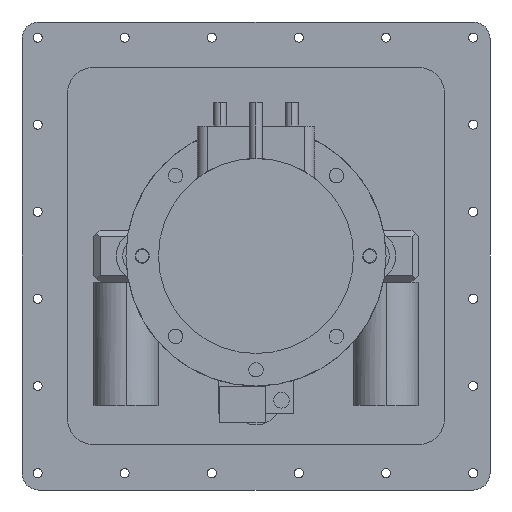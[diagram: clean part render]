
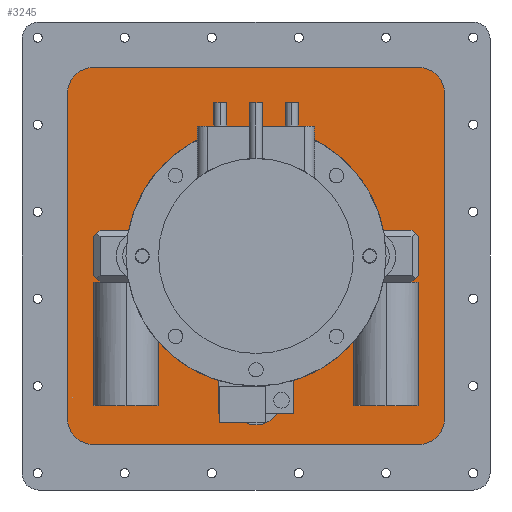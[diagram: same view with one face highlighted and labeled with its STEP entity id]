
A CAD part, left-side view. The second image highlights one B-rep face of the part: STEP entity #3245.
In plain terms, the highlighted planar face has unit normal (-1, 0, 0).
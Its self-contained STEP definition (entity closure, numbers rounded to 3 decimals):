
#2927=CARTESIAN_POINT('Axis2P3D Location',(163.5,-125.,-125.)) ;
#2931=CARTESIAN_POINT('Vertex',(163.5,-145.,-125.)) ;
#2933=CARTESIAN_POINT('Vertex',(163.5,-125.,-145.)) ;
#2958=CARTESIAN_POINT('Line Origine',(163.5,0.,-145.)) ;
#2962=CARTESIAN_POINT('Vertex',(163.5,125.,-145.)) ;
#2982=CARTESIAN_POINT('Axis2P3D Location',(163.5,125.,-125.)) ;
#2986=CARTESIAN_POINT('Vertex',(163.5,145.,-125.)) ;
#3006=CARTESIAN_POINT('Line Origine',(163.5,145.,0.)) ;
#3010=CARTESIAN_POINT('Vertex',(163.5,145.,125.)) ;
#3030=CARTESIAN_POINT('Axis2P3D Location',(163.5,125.,125.)) ;
#3034=CARTESIAN_POINT('Vertex',(163.5,125.,145.)) ;
#3058=CARTESIAN_POINT('Vertex',(163.5,-125.,145.)) ;
#3061=CARTESIAN_POINT('Line Origine',(163.5,0.,145.)) ;
#3078=CARTESIAN_POINT('Axis2P3D Location',(163.5,-125.,125.)) ;
#3082=CARTESIAN_POINT('Vertex',(163.5,-145.,125.)) ;
#3102=CARTESIAN_POINT('Line Origine',(163.5,-145.,0.)) ;
#3114=CARTESIAN_POINT('Axis2P3D Location',(163.5,0.,0.)) ;
#3129=CARTESIAN_POINT('Line Origine',(163.5,-122.5,17.5)) ;
#3133=CARTESIAN_POINT('Vertex',(163.5,-125.,15.)) ;
#3135=CARTESIAN_POINT('Vertex',(163.5,-120.,20.)) ;
#3138=CARTESIAN_POINT('Line Origine',(163.5,-125.,0.)) ;
#3142=CARTESIAN_POINT('Vertex',(163.5,-125.,-15.)) ;
#3145=CARTESIAN_POINT('Line Origine',(163.5,-122.5,-17.5)) ;
#3149=CARTESIAN_POINT('Vertex',(163.5,-120.,-20.)) ;
#3152=CARTESIAN_POINT('Line Origine',(163.5,-96.142,-20.)) ;
#3156=CARTESIAN_POINT('Vertex',(163.5,-72.284,-20.)) ;
#3159=CARTESIAN_POINT('Axis2P3D Location',(163.5,0.,0.)) ;
#3163=CARTESIAN_POINT('Vertex',(163.5,72.284,-20.)) ;
#3166=CARTESIAN_POINT('Line Origine',(163.5,96.142,-20.)) ;
#3170=CARTESIAN_POINT('Vertex',(163.5,120.,-20.)) ;
#3173=CARTESIAN_POINT('Line Origine',(163.5,122.5,-17.5)) ;
#3177=CARTESIAN_POINT('Vertex',(163.5,125.,-15.)) ;
#3180=CARTESIAN_POINT('Line Origine',(163.5,125.,0.)) ;
#3184=CARTESIAN_POINT('Vertex',(163.5,125.,15.)) ;
#3187=CARTESIAN_POINT('Line Origine',(163.5,122.5,17.5)) ;
#3191=CARTESIAN_POINT('Vertex',(163.5,120.,20.)) ;
#3194=CARTESIAN_POINT('Line Origine',(163.5,96.142,20.)) ;
#3198=CARTESIAN_POINT('Vertex',(163.5,72.284,20.)) ;
#3201=CARTESIAN_POINT('Axis2P3D Location',(163.5,0.,0.)) ;
#3205=CARTESIAN_POINT('Vertex',(163.5,-72.284,20.)) ;
#3208=CARTESIAN_POINT('Line Origine',(163.5,-96.142,20.)) ;
#3227=CARTESIAN_POINT('Axis2P3D Location',(163.5,0.,-110.)) ;
#3231=CARTESIAN_POINT('Vertex',(163.5,20.,-110.)) ;
#3233=CARTESIAN_POINT('Vertex',(163.5,-20.,-110.)) ;
#3236=CARTESIAN_POINT('Axis2P3D Location',(163.5,0.,-110.)) ;
#2928=DIRECTION('Axis2P3D Direction',(-1.,0.,-0.)) ;
#2959=DIRECTION('Vector Direction',(0.,1.,0.)) ;
#2983=DIRECTION('Axis2P3D Direction',(-1.,0.,0.)) ;
#3007=DIRECTION('Vector Direction',(0.,0.,-1.)) ;
#3031=DIRECTION('Axis2P3D Direction',(-1.,-0.,0.)) ;
#3062=DIRECTION('Vector Direction',(0.,-1.,0.)) ;
#3079=DIRECTION('Axis2P3D Direction',(-1.,-0.,0.)) ;
#3103=DIRECTION('Vector Direction',(0.,0.,1.)) ;
#3115=DIRECTION('Axis2P3D Direction',(-1.,0.,0.)) ;
#3116=DIRECTION('Axis2P3D XDirection',(0.,1.,0.)) ;
#3130=DIRECTION('Vector Direction',(0.,0.707,0.707)) ;
#3139=DIRECTION('Vector Direction',(0.,0.,1.)) ;
#3146=DIRECTION('Vector Direction',(0.,0.707,-0.707)) ;
#3153=DIRECTION('Vector Direction',(0.,1.,0.)) ;
#3160=DIRECTION('Axis2P3D Direction',(-1.,0.,0.)) ;
#3167=DIRECTION('Vector Direction',(0.,1.,0.)) ;
#3174=DIRECTION('Vector Direction',(0.,-0.707,-0.707)) ;
#3181=DIRECTION('Vector Direction',(0.,0.,-1.)) ;
#3188=DIRECTION('Vector Direction',(0.,-0.707,0.707)) ;
#3195=DIRECTION('Vector Direction',(0.,-1.,0.)) ;
#3202=DIRECTION('Axis2P3D Direction',(-1.,0.,0.)) ;
#3209=DIRECTION('Vector Direction',(0.,-1.,0.)) ;
#3228=DIRECTION('Axis2P3D Direction',(-1.,0.,0.)) ;
#3237=DIRECTION('Axis2P3D Direction',(-1.,0.,0.)) ;
#2929=AXIS2_PLACEMENT_3D('Circle Axis2P3D',#2927,#2928,$) ;
#2984=AXIS2_PLACEMENT_3D('Circle Axis2P3D',#2982,#2983,$) ;
#3032=AXIS2_PLACEMENT_3D('Circle Axis2P3D',#3030,#3031,$) ;
#3080=AXIS2_PLACEMENT_3D('Circle Axis2P3D',#3078,#3079,$) ;
#3117=AXIS2_PLACEMENT_3D('Plane Axis2P3D',#3114,#3115,#3116) ;
#3161=AXIS2_PLACEMENT_3D('Circle Axis2P3D',#3159,#3160,$) ;
#3203=AXIS2_PLACEMENT_3D('Circle Axis2P3D',#3201,#3202,$) ;
#3229=AXIS2_PLACEMENT_3D('Circle Axis2P3D',#3227,#3228,$) ;
#3238=AXIS2_PLACEMENT_3D('Circle Axis2P3D',#3236,#3237,$) ;
#3120=ORIENTED_EDGE('',*,*,#3106,.T.) ;
#3121=ORIENTED_EDGE('',*,*,#3084,.F.) ;
#3122=ORIENTED_EDGE('',*,*,#3065,.T.) ;
#3123=ORIENTED_EDGE('',*,*,#3036,.F.) ;
#3124=ORIENTED_EDGE('',*,*,#3012,.T.) ;
#3125=ORIENTED_EDGE('',*,*,#2988,.F.) ;
#3126=ORIENTED_EDGE('',*,*,#2964,.T.) ;
#3127=ORIENTED_EDGE('',*,*,#2935,.F.) ;
#3214=ORIENTED_EDGE('',*,*,#3137,.F.) ;
#3215=ORIENTED_EDGE('',*,*,#3144,.F.) ;
#3216=ORIENTED_EDGE('',*,*,#3151,.F.) ;
#3217=ORIENTED_EDGE('',*,*,#3158,.F.) ;
#3218=ORIENTED_EDGE('',*,*,#3165,.F.) ;
#3219=ORIENTED_EDGE('',*,*,#3172,.F.) ;
#3220=ORIENTED_EDGE('',*,*,#3179,.F.) ;
#3221=ORIENTED_EDGE('',*,*,#3186,.F.) ;
#3222=ORIENTED_EDGE('',*,*,#3193,.F.) ;
#3223=ORIENTED_EDGE('',*,*,#3200,.F.) ;
#3224=ORIENTED_EDGE('',*,*,#3207,.F.) ;
#3225=ORIENTED_EDGE('',*,*,#3212,.F.) ;
#3242=ORIENTED_EDGE('',*,*,#3235,.F.) ;
#3243=ORIENTED_EDGE('',*,*,#3240,.F.) ;
#3226=FACE_BOUND('',#3213,.T.) ;
#3244=FACE_BOUND('',#3241,.T.) ;
#2960=VECTOR('Line Direction',#2959,1.) ;
#3008=VECTOR('Line Direction',#3007,1.) ;
#3063=VECTOR('Line Direction',#3062,1.) ;
#3104=VECTOR('Line Direction',#3103,1.) ;
#3131=VECTOR('Line Direction',#3130,1.) ;
#3140=VECTOR('Line Direction',#3139,1.) ;
#3147=VECTOR('Line Direction',#3146,1.) ;
#3154=VECTOR('Line Direction',#3153,1.) ;
#3168=VECTOR('Line Direction',#3167,1.) ;
#3175=VECTOR('Line Direction',#3174,1.) ;
#3182=VECTOR('Line Direction',#3181,1.) ;
#3189=VECTOR('Line Direction',#3188,1.) ;
#3196=VECTOR('Line Direction',#3195,1.) ;
#3210=VECTOR('Line Direction',#3209,1.) ;
#3245=ADVANCED_FACE('Part1.1.1\\MANIFOLD_SOLID_BREP #4908',(#3128,#3226,#3244),#3118,.T.) ;
#2930=CIRCLE('generated circle',#2929,20.) ;
#2985=CIRCLE('generated circle',#2984,20.) ;
#3033=CIRCLE('generated circle',#3032,20.) ;
#3081=CIRCLE('generated circle',#3080,20.) ;
#3162=CIRCLE('generated circle',#3161,75.) ;
#3204=CIRCLE('generated circle',#3203,75.) ;
#3230=CIRCLE('generated circle',#3229,20.) ;
#3239=CIRCLE('generated circle',#3238,20.) ;
#2935=EDGE_CURVE('',#2932,#2934,#2930,.F.) ;
#2964=EDGE_CURVE('',#2963,#2934,#2961,.F.) ;
#2988=EDGE_CURVE('',#2963,#2987,#2985,.F.) ;
#3012=EDGE_CURVE('',#3011,#2987,#3009,.T.) ;
#3036=EDGE_CURVE('',#3011,#3035,#3033,.F.) ;
#3065=EDGE_CURVE('',#3059,#3035,#3064,.F.) ;
#3084=EDGE_CURVE('',#3059,#3083,#3081,.F.) ;
#3106=EDGE_CURVE('',#2932,#3083,#3105,.T.) ;
#3137=EDGE_CURVE('',#3134,#3136,#3132,.T.) ;
#3144=EDGE_CURVE('',#3143,#3134,#3141,.T.) ;
#3151=EDGE_CURVE('',#3150,#3143,#3148,.F.) ;
#3158=EDGE_CURVE('',#3157,#3150,#3155,.F.) ;
#3165=EDGE_CURVE('',#3164,#3157,#3162,.T.) ;
#3172=EDGE_CURVE('',#3171,#3164,#3169,.F.) ;
#3179=EDGE_CURVE('',#3178,#3171,#3176,.T.) ;
#3186=EDGE_CURVE('',#3185,#3178,#3183,.T.) ;
#3193=EDGE_CURVE('',#3192,#3185,#3190,.F.) ;
#3200=EDGE_CURVE('',#3199,#3192,#3197,.F.) ;
#3207=EDGE_CURVE('',#3206,#3199,#3204,.T.) ;
#3212=EDGE_CURVE('',#3136,#3206,#3211,.F.) ;
#3235=EDGE_CURVE('',#3232,#3234,#3230,.T.) ;
#3240=EDGE_CURVE('',#3234,#3232,#3239,.T.) ;
#3119=EDGE_LOOP('',(#3120,#3121,#3122,#3123,#3124,#3125,#3126,#3127)) ;
#3213=EDGE_LOOP('',(#3214,#3215,#3216,#3217,#3218,#3219,#3220,#3221,#3222,#3223,#3224,#3225)) ;
#3241=EDGE_LOOP('',(#3242,#3243)) ;
#3128=FACE_OUTER_BOUND('',#3119,.T.) ;
#2961=LINE('Line',#2958,#2960) ;
#3009=LINE('Line',#3006,#3008) ;
#3064=LINE('Line',#3061,#3063) ;
#3105=LINE('Line',#3102,#3104) ;
#3132=LINE('Line',#3129,#3131) ;
#3141=LINE('Line',#3138,#3140) ;
#3148=LINE('Line',#3145,#3147) ;
#3155=LINE('Line',#3152,#3154) ;
#3169=LINE('Line',#3166,#3168) ;
#3176=LINE('Line',#3173,#3175) ;
#3183=LINE('Line',#3180,#3182) ;
#3190=LINE('Line',#3187,#3189) ;
#3197=LINE('Line',#3194,#3196) ;
#3211=LINE('Line',#3208,#3210) ;
#3118=PLANE('',#3117) ;
#2932=VERTEX_POINT('',#2931) ;
#2934=VERTEX_POINT('',#2933) ;
#2963=VERTEX_POINT('',#2962) ;
#2987=VERTEX_POINT('',#2986) ;
#3011=VERTEX_POINT('',#3010) ;
#3035=VERTEX_POINT('',#3034) ;
#3059=VERTEX_POINT('',#3058) ;
#3083=VERTEX_POINT('',#3082) ;
#3134=VERTEX_POINT('',#3133) ;
#3136=VERTEX_POINT('',#3135) ;
#3143=VERTEX_POINT('',#3142) ;
#3150=VERTEX_POINT('',#3149) ;
#3157=VERTEX_POINT('',#3156) ;
#3164=VERTEX_POINT('',#3163) ;
#3171=VERTEX_POINT('',#3170) ;
#3178=VERTEX_POINT('',#3177) ;
#3185=VERTEX_POINT('',#3184) ;
#3192=VERTEX_POINT('',#3191) ;
#3199=VERTEX_POINT('',#3198) ;
#3206=VERTEX_POINT('',#3205) ;
#3232=VERTEX_POINT('',#3231) ;
#3234=VERTEX_POINT('',#3233) ;
